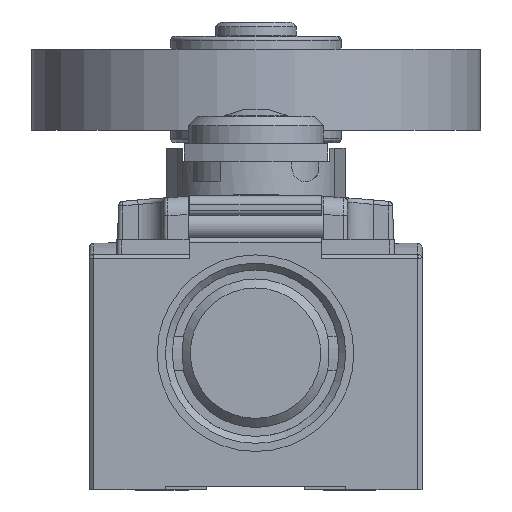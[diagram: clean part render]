
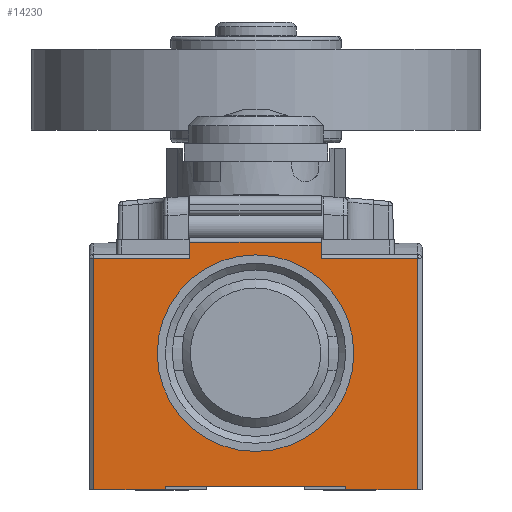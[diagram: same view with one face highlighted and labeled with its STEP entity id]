
A CAD part, front view. The second image highlights one B-rep face of the part: STEP entity #14230.
In plain terms, the highlighted planar face has unit normal (0, -1, 0).
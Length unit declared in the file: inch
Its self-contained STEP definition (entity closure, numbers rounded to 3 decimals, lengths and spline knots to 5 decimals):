
#66 = EDGE_LOOP ( 'NONE', ( #16235, #8081, #14328, #10384, #9835, #12963, #28292, #1033, #5522, #883, #23357, #26188 ) ) ;
#143 = VERTEX_POINT ( 'NONE', #23740 ) ;
#239 = DIRECTION ( 'NONE',  ( 0., 0., 1. ) ) ;
#654 = CARTESIAN_POINT ( 'NONE',  ( 0.3937, -3.54331, 0. ) ) ;
#883 = ORIENTED_EDGE ( 'NONE', *, *, #2712, .T. ) ;
#1003 = CARTESIAN_POINT ( 'NONE',  ( 0.2874, -3.54331, 0.99606 ) ) ;
#1033 = ORIENTED_EDGE ( 'NONE', *, *, #16401, .T. ) ;
#2528 = LINE ( 'NONE', #15740, #28540 ) ;
#2712 = EDGE_CURVE ( 'NONE', #27835, #4839, #11318, .T. ) ;
#3074 = LINE ( 'NONE', #14445, #3687 ) ;
#3262 = CARTESIAN_POINT ( 'NONE',  ( 0.2874, -3.54331, 1.0689 ) ) ;
#3466 = CIRCLE ( 'NONE', #21196, 0.43012 ) ;
#3687 = VECTOR ( 'NONE', #7149, 39.37008 ) ;
#4179 = VERTEX_POINT ( 'NONE', #11170 ) ;
#4274 = DIRECTION ( 'NONE',  ( 0., 0., -1. ) ) ;
#4839 = VERTEX_POINT ( 'NONE', #10772 ) ;
#5446 = PLANE ( 'NONE',  #10638 ) ;
#5522 = ORIENTED_EDGE ( 'NONE', *, *, #17057, .T. ) ;
#5568 = VECTOR ( 'NONE', #239, 39.37008 ) ;
#5572 = LINE ( 'NONE', #16965, #6983 ) ;
#5899 = CARTESIAN_POINT ( 'NONE',  ( 0.6063, -3.54331, 0. ) ) ;
#6145 = LINE ( 'NONE', #23844, #24261 ) ;
#6331 = CARTESIAN_POINT ( 'NONE',  ( -0.70866, -3.54331, -0.01575 ) ) ;
#6970 = VERTEX_POINT ( 'NONE', #18573 ) ;
#6983 = VECTOR ( 'NONE', #28386, 39.37008 ) ;
#7149 = DIRECTION ( 'NONE',  ( 0., 0., 1. ) ) ;
#8081 = ORIENTED_EDGE ( 'NONE', *, *, #19840, .T. ) ;
#8423 = VERTEX_POINT ( 'NONE', #9546 ) ;
#8919 = CARTESIAN_POINT ( 'NONE',  ( 0., -3.54331, 0.58268 ) ) ;
#9546 = CARTESIAN_POINT ( 'NONE',  ( -0.2874, -3.54331, 1.0689 ) ) ;
#9835 = ORIENTED_EDGE ( 'NONE', *, *, #22181, .T. ) ;
#9960 = LINE ( 'NONE', #16576, #5568 ) ;
#10384 = ORIENTED_EDGE ( 'NONE', *, *, #14807, .T. ) ;
#10485 = CARTESIAN_POINT ( 'NONE',  ( -0.2874, -3.54331, 0.99606 ) ) ;
#10638 = AXIS2_PLACEMENT_3D ( 'NONE', #5899, #26317, #15041 ) ;
#10772 = CARTESIAN_POINT ( 'NONE',  ( -0.3937, -3.54331, -0.01575 ) ) ;
#11132 = DIRECTION ( 'NONE',  ( 0., 0., -1. ) ) ;
#11170 = CARTESIAN_POINT ( 'NONE',  ( 0.70866, -3.54331, -0.01575 ) ) ;
#11173 = CARTESIAN_POINT ( 'NONE',  ( 0.6063, -3.54331, -0.01575 ) ) ;
#11318 = LINE ( 'NONE', #11173, #13230 ) ;
#11423 = CARTESIAN_POINT ( 'NONE',  ( -0.70866, -3.54331, 0. ) ) ;
#11743 = EDGE_CURVE ( 'NONE', #13758, #143, #19517, .T. ) ;
#12658 = VECTOR ( 'NONE', #16436, 39.37008 ) ;
#12963 = ORIENTED_EDGE ( 'NONE', *, *, #20933, .T. ) ;
#13230 = VECTOR ( 'NONE', #22734, 39.37008 ) ;
#13758 = VERTEX_POINT ( 'NONE', #14354 ) ;
#13825 = VERTEX_POINT ( 'NONE', #1003 ) ;
#14036 = LINE ( 'NONE', #21381, #12658 ) ;
#14209 = EDGE_CURVE ( 'NONE', #4179, #24809, #19115, .T. ) ;
#14230 = ADVANCED_FACE ( 'NONE', ( #21651, #26004 ), #5446, .T. ) ;
#14314 = EDGE_CURVE ( 'NONE', #22019, #22019, #3466, .T. ) ;
#14328 = ORIENTED_EDGE ( 'NONE', *, *, #14209, .T. ) ;
#14354 = CARTESIAN_POINT ( 'NONE',  ( -0.3937, -3.54331, 0. ) ) ;
#14445 = CARTESIAN_POINT ( 'NONE',  ( -0.3937, -3.54331, 0. ) ) ;
#14807 = EDGE_CURVE ( 'NONE', #24809, #13825, #2528, .T. ) ;
#14945 = CARTESIAN_POINT ( 'NONE',  ( 0., -3.54331, 0.15256 ) ) ;
#15041 = DIRECTION ( 'NONE',  ( 0., 0., -1. ) ) ;
#15288 = DIRECTION ( 'NONE',  ( 0., 0., -1. ) ) ;
#15740 = CARTESIAN_POINT ( 'NONE',  ( 0.6063, -3.54331, 0.99606 ) ) ;
#16205 = DIRECTION ( 'NONE',  ( 0., 0., 1. ) ) ;
#16235 = ORIENTED_EDGE ( 'NONE', *, *, #16869, .F. ) ;
#16401 = EDGE_CURVE ( 'NONE', #28197, #23489, #14036, .T. ) ;
#16436 = DIRECTION ( 'NONE',  ( -1., 0., 0. ) ) ;
#16576 = CARTESIAN_POINT ( 'NONE',  ( 0.2874, -3.54331, 0. ) ) ;
#16869 = EDGE_CURVE ( 'NONE', #6970, #143, #21192, .T. ) ;
#16965 = CARTESIAN_POINT ( 'NONE',  ( 0.6063, -3.54331, -0.01575 ) ) ;
#17057 = EDGE_CURVE ( 'NONE', #23489, #27835, #25090, .T. ) ;
#18145 = VERTEX_POINT ( 'NONE', #3262 ) ;
#18410 = EDGE_LOOP ( 'NONE', ( #26480 ) ) ;
#18573 = CARTESIAN_POINT ( 'NONE',  ( 0.3937, -3.54331, -0.01575 ) ) ;
#19115 = LINE ( 'NONE', #26164, #26961 ) ;
#19158 = CARTESIAN_POINT ( 'NONE',  ( 0.70866, -3.54331, 0.99606 ) ) ;
#19517 = LINE ( 'NONE', #22226, #24085 ) ;
#19840 = EDGE_CURVE ( 'NONE', #6970, #4179, #5572, .T. ) ;
#20452 = DIRECTION ( 'NONE',  ( 0., 1., 0. ) ) ;
#20933 = EDGE_CURVE ( 'NONE', #18145, #8423, #28730, .T. ) ;
#21192 = LINE ( 'NONE', #654, #24198 ) ;
#21196 = AXIS2_PLACEMENT_3D ( 'NONE', #8919, #20452, #4274 ) ;
#21381 = CARTESIAN_POINT ( 'NONE',  ( 0.6063, -3.54331, 0.99606 ) ) ;
#21651 = FACE_OUTER_BOUND ( 'NONE', #66, .T. ) ;
#22019 = VERTEX_POINT ( 'NONE', #14945 ) ;
#22181 = EDGE_CURVE ( 'NONE', #13825, #18145, #9960, .T. ) ;
#22226 = CARTESIAN_POINT ( 'NONE',  ( 0., -3.54331, 0. ) ) ;
#22256 = EDGE_CURVE ( 'NONE', #4839, #13758, #3074, .T. ) ;
#22734 = DIRECTION ( 'NONE',  ( 1., 0., 0. ) ) ;
#23319 = VECTOR ( 'NONE', #27221, 39.37008 ) ;
#23357 = ORIENTED_EDGE ( 'NONE', *, *, #22256, .T. ) ;
#23489 = VERTEX_POINT ( 'NONE', #23769 ) ;
#23740 = CARTESIAN_POINT ( 'NONE',  ( 0.3937, -3.54331, 0. ) ) ;
#23769 = CARTESIAN_POINT ( 'NONE',  ( -0.70866, -3.54331, 0.99606 ) ) ;
#23844 = CARTESIAN_POINT ( 'NONE',  ( -0.2874, -3.54331, 0. ) ) ;
#24085 = VECTOR ( 'NONE', #26746, 39.37008 ) ;
#24198 = VECTOR ( 'NONE', #16205, 39.37008 ) ;
#24261 = VECTOR ( 'NONE', #15288, 39.37008 ) ;
#24809 = VERTEX_POINT ( 'NONE', #19158 ) ;
#24898 = DIRECTION ( 'NONE',  ( -1., 0., 0. ) ) ;
#25090 = LINE ( 'NONE', #11423, #25180 ) ;
#25180 = VECTOR ( 'NONE', #11132, 39.37008 ) ;
#25253 = CARTESIAN_POINT ( 'NONE',  ( 0.6063, -3.54331, 1.0689 ) ) ;
#25538 = EDGE_CURVE ( 'NONE', #8423, #28197, #6145, .T. ) ;
#26004 = FACE_BOUND ( 'NONE', #18410, .T. ) ;
#26164 = CARTESIAN_POINT ( 'NONE',  ( 0.70866, -3.54331, 0. ) ) ;
#26188 = ORIENTED_EDGE ( 'NONE', *, *, #11743, .T. ) ;
#26317 = DIRECTION ( 'NONE',  ( 0., -1., 0. ) ) ;
#26480 = ORIENTED_EDGE ( 'NONE', *, *, #14314, .T. ) ;
#26746 = DIRECTION ( 'NONE',  ( 1., 0., 0. ) ) ;
#26961 = VECTOR ( 'NONE', #28415, 39.37008 ) ;
#27221 = DIRECTION ( 'NONE',  ( -1., 0., 0. ) ) ;
#27835 = VERTEX_POINT ( 'NONE', #6331 ) ;
#28197 = VERTEX_POINT ( 'NONE', #10485 ) ;
#28292 = ORIENTED_EDGE ( 'NONE', *, *, #25538, .T. ) ;
#28386 = DIRECTION ( 'NONE',  ( 1., 0., 0. ) ) ;
#28415 = DIRECTION ( 'NONE',  ( 0., 0., 1. ) ) ;
#28540 = VECTOR ( 'NONE', #24898, 39.37008 ) ;
#28730 = LINE ( 'NONE', #25253, #23319 ) ;
